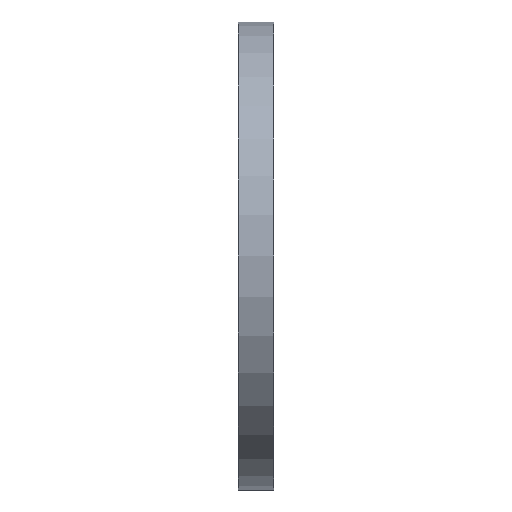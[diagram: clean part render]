
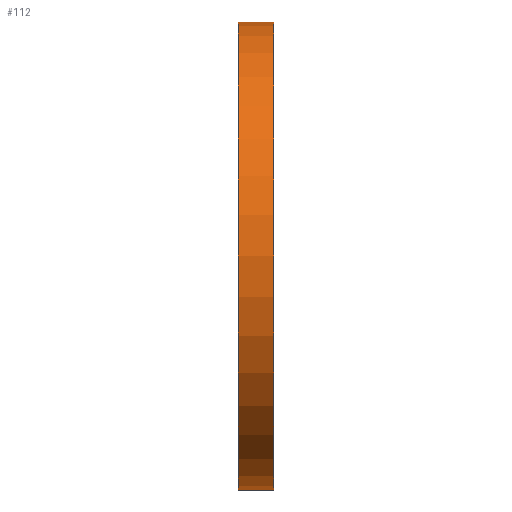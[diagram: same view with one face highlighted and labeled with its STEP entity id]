
A CAD part, left-side view. The second image highlights one B-rep face of the part: STEP entity #112.
In plain terms, the highlighted cylindrical face has radius 26.5 mm (diameter 53 mm), a partial arc.
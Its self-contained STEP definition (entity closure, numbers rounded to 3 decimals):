
#9 = DIRECTION ( 'NONE',  ( 0., 1., 0. ) ) ;
#14 = CARTESIAN_POINT ( 'NONE',  ( 0., 23.099, 26.5 ) ) ;
#26 = VECTOR ( 'NONE', #9, 1000. ) ;
#35 = AXIS2_PLACEMENT_3D ( 'NONE', #40, #68, #213 ) ;
#40 = CARTESIAN_POINT ( 'NONE',  ( 0., -2., 0. ) ) ;
#43 = LINE ( 'NONE', #208, #199 ) ;
#61 = EDGE_CURVE ( 'NONE', #255, #143, #324, .T. ) ;
#68 = DIRECTION ( 'NONE',  ( 0., 1., 0. ) ) ;
#70 = FACE_OUTER_BOUND ( 'NONE', #95, .T. ) ;
#79 = ORIENTED_EDGE ( 'NONE', *, *, #61, .F. ) ;
#82 = CARTESIAN_POINT ( 'NONE',  ( 0., -2., -26.5 ) ) ;
#95 = EDGE_LOOP ( 'NONE', ( #298, #244, #253, #79 ) ) ;
#97 = CARTESIAN_POINT ( 'NONE',  ( 0., 23.099, 0. ) ) ;
#100 = CYLINDRICAL_SURFACE ( 'NONE', #349, 26.5 ) ;
#112 = ADVANCED_FACE ( 'NONE', ( #70 ), #100, .T. ) ;
#124 = CIRCLE ( 'NONE', #341, 26.5 ) ;
#128 = EDGE_CURVE ( 'NONE', #343, #143, #323, .T. ) ;
#141 = EDGE_CURVE ( 'NONE', #374, #255, #43, .T. ) ;
#143 = VERTEX_POINT ( 'NONE', #235 ) ;
#158 = DIRECTION ( 'NONE',  ( 0., 0., 1. ) ) ;
#182 = EDGE_CURVE ( 'NONE', #374, #343, #124, .T. ) ;
#199 = VECTOR ( 'NONE', #259, 1000. ) ;
#208 = CARTESIAN_POINT ( 'NONE',  ( 0., 23.099, -26.5 ) ) ;
#213 = DIRECTION ( 'NONE',  ( 0., 0., 1. ) ) ;
#235 = CARTESIAN_POINT ( 'NONE',  ( 0., -2., 26.5 ) ) ;
#243 = DIRECTION ( 'NONE',  ( 0., 1., 0. ) ) ;
#244 = ORIENTED_EDGE ( 'NONE', *, *, #182, .T. ) ;
#253 = ORIENTED_EDGE ( 'NONE', *, *, #128, .T. ) ;
#255 = VERTEX_POINT ( 'NONE', #82 ) ;
#259 = DIRECTION ( 'NONE',  ( 0., 1., 0. ) ) ;
#274 = CARTESIAN_POINT ( 'NONE',  ( 0., -6., -26.5 ) ) ;
#294 = DIRECTION ( 'NONE',  ( 0., 1., 0. ) ) ;
#298 = ORIENTED_EDGE ( 'NONE', *, *, #141, .F. ) ;
#300 = DIRECTION ( 'NONE',  ( 0., 0., 1. ) ) ;
#323 = LINE ( 'NONE', #14, #26 ) ;
#324 = CIRCLE ( 'NONE', #35, 26.5 ) ;
#336 = CARTESIAN_POINT ( 'NONE',  ( 0., -6., 26.5 ) ) ;
#341 = AXIS2_PLACEMENT_3D ( 'NONE', #359, #243, #300 ) ;
#343 = VERTEX_POINT ( 'NONE', #336 ) ;
#349 = AXIS2_PLACEMENT_3D ( 'NONE', #97, #294, #158 ) ;
#359 = CARTESIAN_POINT ( 'NONE',  ( 0., -6., 0. ) ) ;
#374 = VERTEX_POINT ( 'NONE', #274 ) ;
